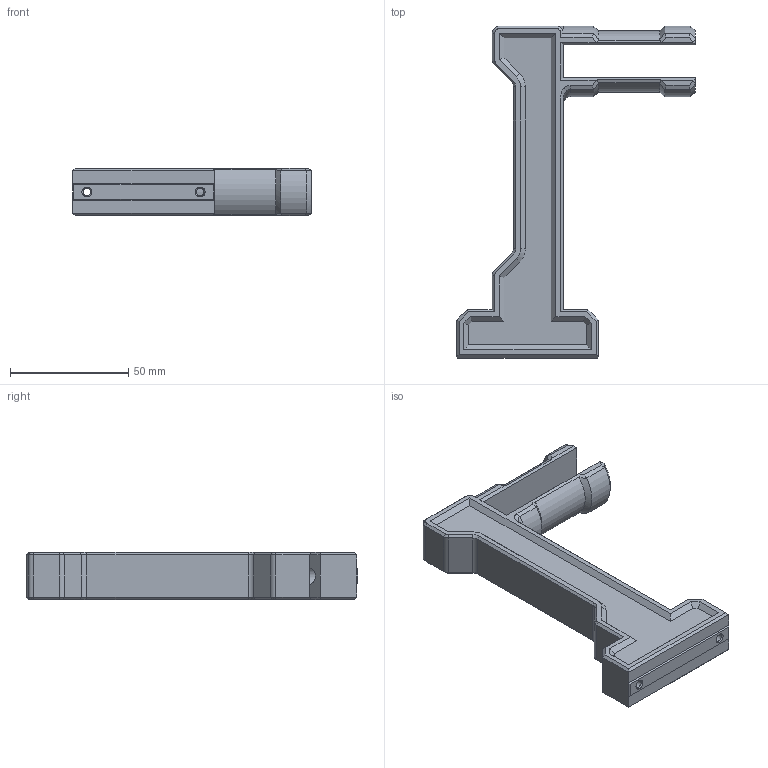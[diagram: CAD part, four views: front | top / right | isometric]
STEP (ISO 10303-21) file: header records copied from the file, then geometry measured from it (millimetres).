
FILE_DESCRIPTION(/* description */ (''),/* implementation_level */ '2;1');
FILE_NAME(/* name */ 'T-Nut Spool Holder.step',/* time_stamp */ '2024-06-14T12:19:20-07:00',/* author */ (''),/* organization */ (''),/* preprocessor_version */ 'ST-DEVELOPER v20',/* originating_system */ 'Autodesk Translation Framework v13.14.0.145',/* authorisation */ '');
FILE_SCHEMA (('AUTOMOTIVE_DESIGN { 1 0 10303 214 3 1 1 }'));
Length unit declared in the file: millimetre
Products named in the file (1): T-Nut Spool Holder
Bounding box: 101 x 140.5 x 20 mm (x, y, z)
Volume: 86745.1 mm3; surface area: 21952.1 mm2
Topology: 1 solids, 1 shells, 183 faces, 479 edges, 297 vertices
Faces by surface type: plane 104, bspline 38, cone 24, cylinder 16, torus 1
Full cylindrical faces by diameter (mm): 3.2 x2, 8 x2
Entity records: 6423 total; most frequent: CARTESIAN_POINT 2287, ORIENTED_EDGE 954, DIRECTION 683, EDGE_CURVE 477, VERTEX_POINT 297, LINE 263, VECTOR 263, AXIS2_PLACEMENT_3D 210
